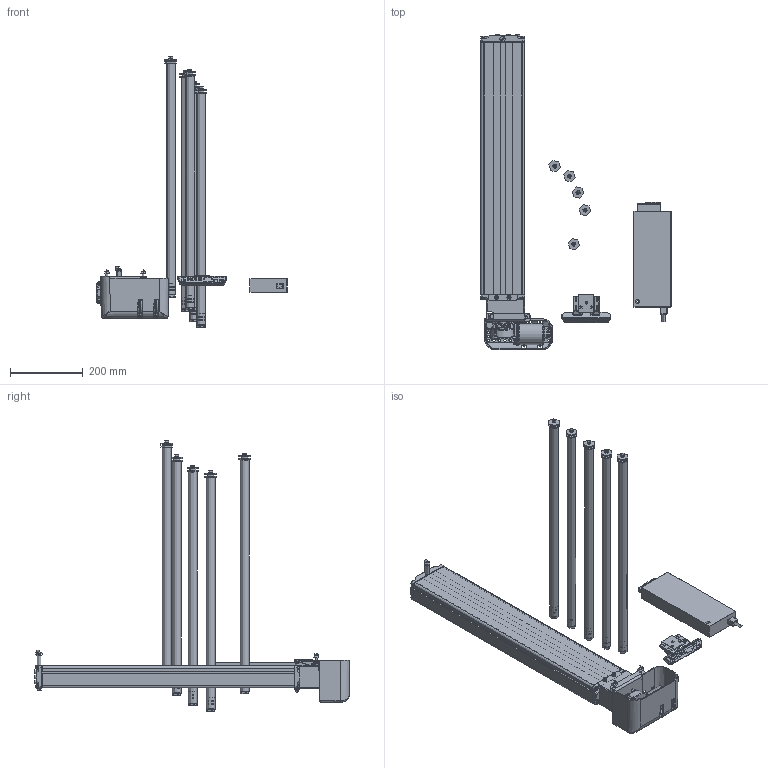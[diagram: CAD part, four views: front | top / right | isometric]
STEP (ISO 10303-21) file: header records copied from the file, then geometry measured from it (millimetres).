
FILE_DESCRIPTION(/* description */ ('Hydrauliksystem LB 500 W - 5 - elektrisch'),/* implementation_level */ '2;1');
FILE_NAME(/* name */ '270137-5.stp',/* time_stamp */ '2019-10-15T13:07:59+02:00',/* author */ ('Metz'),/* organization */ (''),/* preprocessor_version */ 'ST-DEVELOPER v17.2',/* originating_system */ 'Autodesk Inventor 2019',/* authorisation */ '');
FILE_SCHEMA (('AUTOMOTIVE_DESIGN { 1 0 10303 214 3 1 1 }'));
Products named in the file (49): leer; leer_1; leer_2; leer_3; leer_4; leer_5; leer_6; leer_7; leer_8; leer_9; leer_10; leer_11; leer_12; leer_13; leer_14; leer_15; leer_16; leer_17; leer_18; leer_19; leer_20; leer_21; leer_22; leer_23; leer_24; leer_25; leer_26; leer_27; leer_28; leer_29; leer_30; leer_31; leer_32; leer_33; leer_34; leer_35; leer_36; leer_37; leer_38; leer_39 ...
Assembly tree (73 placements, depth 4):
  leer
    leer_1
      leer_2
      leer_3
        leer_4
        leer_5  x4
        leer_6
        leer_7
        leer_8
      leer_9
        leer_10
        leer_11  x5
        leer_12  x4
    leer_38  x5
      leer_39
      leer_40
      leer_41
        leer_42
        leer_43
        leer_44
    leer_13
      leer_14
      leer_15  x3
      leer_16
        leer_17
        leer_18
      leer_19  x2
      leer_20  x2
      leer_45  x2
      leer_21
      leer_22
    leer_23
    leer_24
      leer_25
        leer_26
        leer_27
        leer_28
        leer_29
        leer_30
        leer_31
        leer_32
        leer_33
        leer_34
        leer_35
        leer_36
    leer_37
    21-1351-2FZ.005  x3
    leer_45  x3
    leer_46  x2
    leer_47
Bounding box: 521.75 x 864.59 x 742.76 mm (x, y, z)
Volume: 3108034.2 mm3; surface area: 1774153.6 mm2
Topology: 80 solids, 80 shells, 5290 faces, 13694 edges, 8583 vertices
Faces by surface type: plane 1574, cylinder 1528, bspline 1056, cone 556, torus 413, sphere 163
Full cylindrical faces by diameter (mm): 2 x3, 2.5 x4, 3.2 x8, 3.5 x5, 3.9 x5, 4.1 x10, 4.2 x9, 4.4 x10, 4.5 x2, 4.917 x4, 5 x8, 5.5 x5, 5.8 x9, 6 x19, 6.4 x5, 6.647 x5, 6.75 x4, 6.8 x8, 6.917 x5, 7 x7, 8 x12, 8.376 x5, 8.5 x8, 9 x9, 9.5 x1, 9.8 x8, 10 x14, 10.3 x1, 10.32 x2, 11 x4
Entity records: 248673 total; most frequent: CARTESIAN_POINT 145505, ORIENTED_EDGE 21580, DIRECTION 19864, EDGE_CURVE 10790, AXIS2_PLACEMENT_3D 7853, VERTEX_POINT 6845, EDGE_LOOP 4513, LINE 4158
